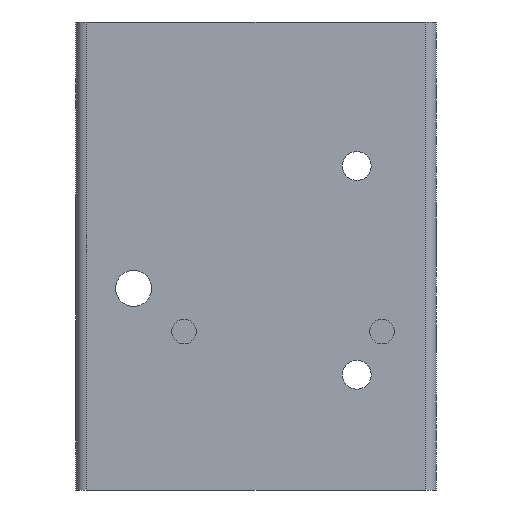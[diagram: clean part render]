
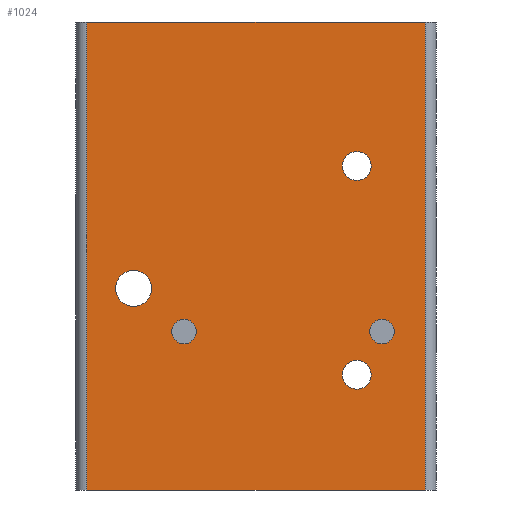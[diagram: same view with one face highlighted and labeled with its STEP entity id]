
A CAD part, front view. The second image highlights one B-rep face of the part: STEP entity #1024.
In plain terms, the highlighted planar face has unit normal (0, -1, 0).
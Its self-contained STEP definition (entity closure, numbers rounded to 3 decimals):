
#26 = DIRECTION ( 'NONE',  ( 0., -1., 0. ) ) ;
#28 = ORIENTED_EDGE ( 'NONE', *, *, #1684, .T. ) ;
#34 = CIRCLE ( 'NONE', #606, 5. ) ;
#36 = CARTESIAN_POINT ( 'NONE',  ( 35., -50., 40.6 ) ) ;
#58 = AXIS2_PLACEMENT_3D ( 'NONE', #611, #2581, #1916 ) ;
#63 = DIRECTION ( 'NONE',  ( 0., 0., -1. ) ) ;
#81 = CARTESIAN_POINT ( 'NONE',  ( 28., -50., 86. ) ) ;
#105 = EDGE_CURVE ( 'NONE', #1712, #662, #962, .T. ) ;
#107 = CARTESIAN_POINT ( 'NONE',  ( -20., -50., 47.4 ) ) ;
#116 = CARTESIAN_POINT ( 'NONE',  ( -47., -50., 130. ) ) ;
#216 = FACE_OUTER_BOUND ( 'NONE', #358, .T. ) ;
#222 = ORIENTED_EDGE ( 'NONE', *, *, #2543, .T. ) ;
#236 = EDGE_CURVE ( 'NONE', #2321, #1306, #1270, .T. ) ;
#251 = CARTESIAN_POINT ( 'NONE',  ( 47., -50., 0. ) ) ;
#255 = EDGE_CURVE ( 'NONE', #662, #2049, #1761, .T. ) ;
#268 = CARTESIAN_POINT ( 'NONE',  ( -50., -50., 130. ) ) ;
#276 = CARTESIAN_POINT ( 'NONE',  ( 28., -50., 90. ) ) ;
#297 = DIRECTION ( 'NONE',  ( 0., 0., 1. ) ) ;
#303 = DIRECTION ( 'NONE',  ( 0., 0., 1. ) ) ;
#358 = EDGE_LOOP ( 'NONE', ( #880, #1313, #2221, #1772 ) ) ;
#381 = CIRCLE ( 'NONE', #942, 4. ) ;
#416 = CIRCLE ( 'NONE', #949, 3.4 ) ;
#504 = VERTEX_POINT ( 'NONE', #81 ) ;
#517 = FACE_BOUND ( 'NONE', #2737, .T. ) ;
#533 = ORIENTED_EDGE ( 'NONE', *, *, #973, .F. ) ;
#548 = EDGE_CURVE ( 'NONE', #504, #2279, #2689, .T. ) ;
#606 = AXIS2_PLACEMENT_3D ( 'NONE', #2048, #743, #1626 ) ;
#611 = CARTESIAN_POINT ( 'NONE',  ( 35., -50., 44. ) ) ;
#635 = EDGE_LOOP ( 'NONE', ( #1258, #1770 ) ) ;
#662 = VERTEX_POINT ( 'NONE', #1443 ) ;
#675 = CIRCLE ( 'NONE', #1465, 4. ) ;
#690 = DIRECTION ( 'NONE',  ( 0., 1., 0. ) ) ;
#699 = EDGE_LOOP ( 'NONE', ( #2640, #1660 ) ) ;
#714 = LINE ( 'NONE', #268, #2100 ) ;
#726 = DIRECTION ( 'NONE',  ( 0., 1., 0. ) ) ;
#743 = DIRECTION ( 'NONE',  ( 0., 1., 0. ) ) ;
#792 = DIRECTION ( 'NONE',  ( 0., 0., 1. ) ) ;
#805 = VERTEX_POINT ( 'NONE', #1451 ) ;
#809 = VERTEX_POINT ( 'NONE', #2104 ) ;
#838 = AXIS2_PLACEMENT_3D ( 'NONE', #276, #726, #303 ) ;
#849 = CARTESIAN_POINT ( 'NONE',  ( 47., -50., 130. ) ) ;
#866 = DIRECTION ( 'NONE',  ( 0., 1., 0. ) ) ;
#869 = CIRCLE ( 'NONE', #2085, 3.4 ) ;
#879 = DIRECTION ( 'NONE',  ( 0., 0., 1. ) ) ;
#880 = ORIENTED_EDGE ( 'NONE', *, *, #255, .T. ) ;
#900 = DIRECTION ( 'NONE',  ( 0., 0., -1. ) ) ;
#942 = AXIS2_PLACEMENT_3D ( 'NONE', #1322, #1084, #879 ) ;
#949 = AXIS2_PLACEMENT_3D ( 'NONE', #2402, #26, #900 ) ;
#958 = CARTESIAN_POINT ( 'NONE',  ( 47., -50., 130. ) ) ;
#962 = LINE ( 'NONE', #1769, #2626 ) ;
#973 = EDGE_CURVE ( 'NONE', #1542, #1056, #416, .T. ) ;
#989 = FACE_BOUND ( 'NONE', #1941, .T. ) ;
#998 = DIRECTION ( 'NONE',  ( 0., 0., -1. ) ) ;
#1014 = CARTESIAN_POINT ( 'NONE',  ( -20., -50., 44. ) ) ;
#1024 = ADVANCED_FACE ( 'NONE', ( #2759, #989, #1159, #1506, #517, #216 ), #1969, .F. ) ;
#1056 = VERTEX_POINT ( 'NONE', #36 ) ;
#1066 = ORIENTED_EDGE ( 'NONE', *, *, #1893, .F. ) ;
#1068 = EDGE_CURVE ( 'NONE', #2049, #2783, #2301, .T. ) ;
#1084 = DIRECTION ( 'NONE',  ( 0., 1., 0. ) ) ;
#1104 = DIRECTION ( 'NONE',  ( 0., 0., 1. ) ) ;
#1141 = CARTESIAN_POINT ( 'NONE',  ( -50., -50., 130. ) ) ;
#1159 = FACE_BOUND ( 'NONE', #2564, .T. ) ;
#1175 = VERTEX_POINT ( 'NONE', #1375 ) ;
#1179 = DIRECTION ( 'NONE',  ( 1., 0., 0. ) ) ;
#1187 = ORIENTED_EDGE ( 'NONE', *, *, #2806, .T. ) ;
#1201 = CARTESIAN_POINT ( 'NONE',  ( -50., -50., 0. ) ) ;
#1209 = CARTESIAN_POINT ( 'NONE',  ( 28., -50., 28. ) ) ;
#1245 = CARTESIAN_POINT ( 'NONE',  ( -20., -50., 44. ) ) ;
#1258 = ORIENTED_EDGE ( 'NONE', *, *, #1743, .F. ) ;
#1270 = CIRCLE ( 'NONE', #1459, 4. ) ;
#1306 = VERTEX_POINT ( 'NONE', #1209 ) ;
#1313 = ORIENTED_EDGE ( 'NONE', *, *, #1068, .T. ) ;
#1322 = CARTESIAN_POINT ( 'NONE',  ( 28., -50., 32. ) ) ;
#1325 = CIRCLE ( 'NONE', #2299, 5. ) ;
#1330 = ORIENTED_EDGE ( 'NONE', *, *, #548, .T. ) ;
#1375 = CARTESIAN_POINT ( 'NONE',  ( -34., -50., 61. ) ) ;
#1394 = EDGE_CURVE ( 'NONE', #1306, #2321, #381, .T. ) ;
#1440 = CARTESIAN_POINT ( 'NONE',  ( 28., -50., 32. ) ) ;
#1443 = CARTESIAN_POINT ( 'NONE',  ( -47., -50., 0. ) ) ;
#1451 = CARTESIAN_POINT ( 'NONE',  ( -34., -50., 51. ) ) ;
#1459 = AXIS2_PLACEMENT_3D ( 'NONE', #1440, #1857, #792 ) ;
#1465 = AXIS2_PLACEMENT_3D ( 'NONE', #2399, #866, #1104 ) ;
#1506 = FACE_BOUND ( 'NONE', #699, .T. ) ;
#1541 = EDGE_CURVE ( 'NONE', #1712, #2783, #714, .T. ) ;
#1542 = VERTEX_POINT ( 'NONE', #1956 ) ;
#1613 = DIRECTION ( 'NONE',  ( 0., 1., 0. ) ) ;
#1626 = DIRECTION ( 'NONE',  ( 0., 0., 1. ) ) ;
#1660 = ORIENTED_EDGE ( 'NONE', *, *, #1394, .T. ) ;
#1667 = CIRCLE ( 'NONE', #58, 3.4 ) ;
#1684 = EDGE_CURVE ( 'NONE', #1175, #805, #1325, .T. ) ;
#1712 = VERTEX_POINT ( 'NONE', #116 ) ;
#1737 = VERTEX_POINT ( 'NONE', #107 ) ;
#1743 = EDGE_CURVE ( 'NONE', #809, #1737, #2678, .T. ) ;
#1760 = DIRECTION ( 'NONE',  ( 1., 0., 0. ) ) ;
#1761 = LINE ( 'NONE', #1201, #2142 ) ;
#1769 = CARTESIAN_POINT ( 'NONE',  ( -47., -50., 130. ) ) ;
#1770 = ORIENTED_EDGE ( 'NONE', *, *, #2595, .F. ) ;
#1772 = ORIENTED_EDGE ( 'NONE', *, *, #105, .T. ) ;
#1857 = DIRECTION ( 'NONE',  ( 0., 1., 0. ) ) ;
#1868 = DIRECTION ( 'NONE',  ( 0., 0., -1. ) ) ;
#1893 = EDGE_CURVE ( 'NONE', #1056, #1542, #1667, .T. ) ;
#1916 = DIRECTION ( 'NONE',  ( 0., 0., -1. ) ) ;
#1941 = EDGE_LOOP ( 'NONE', ( #1066, #533 ) ) ;
#1956 = CARTESIAN_POINT ( 'NONE',  ( 35., -50., 47.4 ) ) ;
#1969 = PLANE ( 'NONE',  #2195 ) ;
#2044 = CARTESIAN_POINT ( 'NONE',  ( -34., -50., 56. ) ) ;
#2048 = CARTESIAN_POINT ( 'NONE',  ( -34., -50., 56. ) ) ;
#2049 = VERTEX_POINT ( 'NONE', #251 ) ;
#2073 = DIRECTION ( 'NONE',  ( 0., -1., 0. ) ) ;
#2085 = AXIS2_PLACEMENT_3D ( 'NONE', #1245, #2073, #998 ) ;
#2100 = VECTOR ( 'NONE', #1760, 1000. ) ;
#2104 = CARTESIAN_POINT ( 'NONE',  ( -20., -50., 40.6 ) ) ;
#2142 = VECTOR ( 'NONE', #1179, 1000. ) ;
#2195 = AXIS2_PLACEMENT_3D ( 'NONE', #1141, #690, #2413 ) ;
#2207 = AXIS2_PLACEMENT_3D ( 'NONE', #1014, #2534, #1868 ) ;
#2221 = ORIENTED_EDGE ( 'NONE', *, *, #1541, .F. ) ;
#2240 = DIRECTION ( 'NONE',  ( 0., 0., 1. ) ) ;
#2274 = CARTESIAN_POINT ( 'NONE',  ( 28., -50., 36. ) ) ;
#2279 = VERTEX_POINT ( 'NONE', #2454 ) ;
#2299 = AXIS2_PLACEMENT_3D ( 'NONE', #2044, #1613, #297 ) ;
#2301 = LINE ( 'NONE', #958, #2339 ) ;
#2321 = VERTEX_POINT ( 'NONE', #2274 ) ;
#2339 = VECTOR ( 'NONE', #2240, 1000. ) ;
#2399 = CARTESIAN_POINT ( 'NONE',  ( 28., -50., 90. ) ) ;
#2402 = CARTESIAN_POINT ( 'NONE',  ( 35., -50., 44. ) ) ;
#2413 = DIRECTION ( 'NONE',  ( 0., 0., 1. ) ) ;
#2454 = CARTESIAN_POINT ( 'NONE',  ( 28., -50., 94. ) ) ;
#2534 = DIRECTION ( 'NONE',  ( 0., -1., 0. ) ) ;
#2543 = EDGE_CURVE ( 'NONE', #805, #1175, #34, .T. ) ;
#2564 = EDGE_LOOP ( 'NONE', ( #28, #222 ) ) ;
#2581 = DIRECTION ( 'NONE',  ( 0., -1., 0. ) ) ;
#2595 = EDGE_CURVE ( 'NONE', #1737, #809, #869, .T. ) ;
#2626 = VECTOR ( 'NONE', #63, 1000. ) ;
#2640 = ORIENTED_EDGE ( 'NONE', *, *, #236, .T. ) ;
#2678 = CIRCLE ( 'NONE', #2207, 3.4 ) ;
#2689 = CIRCLE ( 'NONE', #838, 4. ) ;
#2737 = EDGE_LOOP ( 'NONE', ( #1187, #1330 ) ) ;
#2759 = FACE_BOUND ( 'NONE', #635, .T. ) ;
#2783 = VERTEX_POINT ( 'NONE', #849 ) ;
#2806 = EDGE_CURVE ( 'NONE', #2279, #504, #675, .T. ) ;
